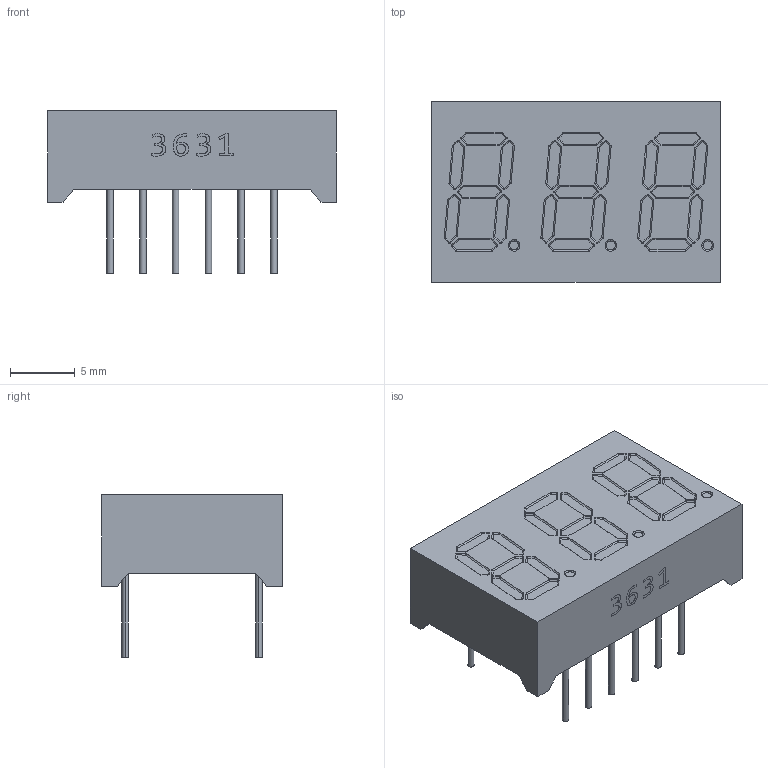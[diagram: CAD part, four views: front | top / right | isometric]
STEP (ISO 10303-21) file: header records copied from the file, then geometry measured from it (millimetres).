
FILE_DESCRIPTION (( 'STEP AP214' ), '1' );
FILE_NAME ('User Library-3631_w_o_color_jam.STEP', '2020-09-03T15:17:23', ( '' ), ( '' ), 'SwSTEP 2.0', 'SolidWorks 2020', '' );
FILE_SCHEMA (( 'AUTOMOTIVE_DESIGN' ));
Length unit declared in the file: millimetre
Products named in the file (1): User Library-3631_w_o_color_jam
Bounding box: 22.4 x 14 x 12.6 mm (x, y, z)
Volume: 1667.3 mm3; surface area: 1290.6 mm2
Topology: 13 solids, 13 shells, 398 faces, 1009 edges, 602 vertices
Faces by surface type: cylinder 154, sphere 151, plane 83, torus 6, bspline 4
Entity records: 15907 total; most frequent: CARTESIAN_POINT 2504, DIRECTION 2163, ORIENTED_EDGE 1842, EDGE_CURVE 921, AXIS2_PLACEMENT_3D 893, VERTEX_POINT 578, CIRCLE 498, EDGE_LOOP 427
